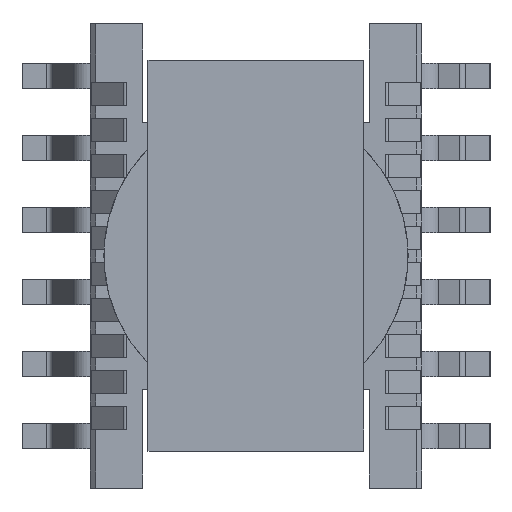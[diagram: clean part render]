
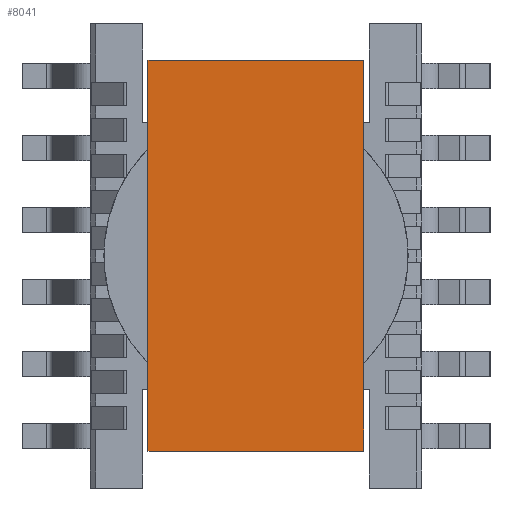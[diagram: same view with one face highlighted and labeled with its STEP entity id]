
A CAD part, top view. The second image highlights one B-rep face of the part: STEP entity #8041.
In plain terms, the highlighted planar face has unit normal (0, 0, 1).
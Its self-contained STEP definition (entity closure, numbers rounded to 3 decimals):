
#745=LINE('',#11930,#1387);
#748=LINE('',#11936,#1390);
#752=LINE('',#11944,#1394);
#754=LINE('',#11947,#1396);
#1387=VECTOR('',#10197,1000.);
#1390=VECTOR('',#10202,1000.);
#1394=VECTOR('',#10208,1000.);
#1396=VECTOR('',#10212,1000.);
#3051=ORIENTED_EDGE('',*,*,#3948,.F.);
#3052=ORIENTED_EDGE('',*,*,#3939,.F.);
#3053=ORIENTED_EDGE('',*,*,#3942,.T.);
#3054=ORIENTED_EDGE('',*,*,#3946,.T.);
#3939=EDGE_CURVE('',#4518,#4516,#745,.T.);
#3942=EDGE_CURVE('',#4518,#4520,#748,.T.);
#3946=EDGE_CURVE('',#4520,#4522,#752,.T.);
#3948=EDGE_CURVE('',#4516,#4522,#754,.T.);
#4516=VERTEX_POINT('',#11925);
#4518=VERTEX_POINT('',#11929);
#4520=VERTEX_POINT('',#11935);
#4522=VERTEX_POINT('',#11942);
#5055=EDGE_LOOP('',(#3051,#3052,#3053,#3054));
#5383=FACE_BOUND('',#5055,.T.);
#5595=PLANE('',#8560);
#8041=ADVANCED_FACE('',(#5383),#5595,.T.);
#8560=AXIS2_PLACEMENT_3D('',#11946,#10210,#10211);
#10197=DIRECTION('',(0.,1.,0.));
#10202=DIRECTION('',(1.,0.,0.));
#10208=DIRECTION('',(0.,1.,0.));
#10210=DIRECTION('',(0.,0.,1.));
#10211=DIRECTION('',(1.,0.,0.));
#10212=DIRECTION('',(1.,0.,0.));
#11925=CARTESIAN_POINT('',(-5.425,3.,3.75));
#11929=CARTESIAN_POINT('',(-5.425,-3.,3.75));
#11930=CARTESIAN_POINT('',(-5.425,-3.,3.75));
#11935=CARTESIAN_POINT('',(5.425,-3.,3.75));
#11936=CARTESIAN_POINT('',(-5.425,-3.,3.75));
#11942=CARTESIAN_POINT('',(5.425,3.,3.75));
#11944=CARTESIAN_POINT('',(5.425,-3.,3.75));
#11946=CARTESIAN_POINT('',(-5.425,-3.,3.75));
#11947=CARTESIAN_POINT('',(-5.425,3.,3.75));
